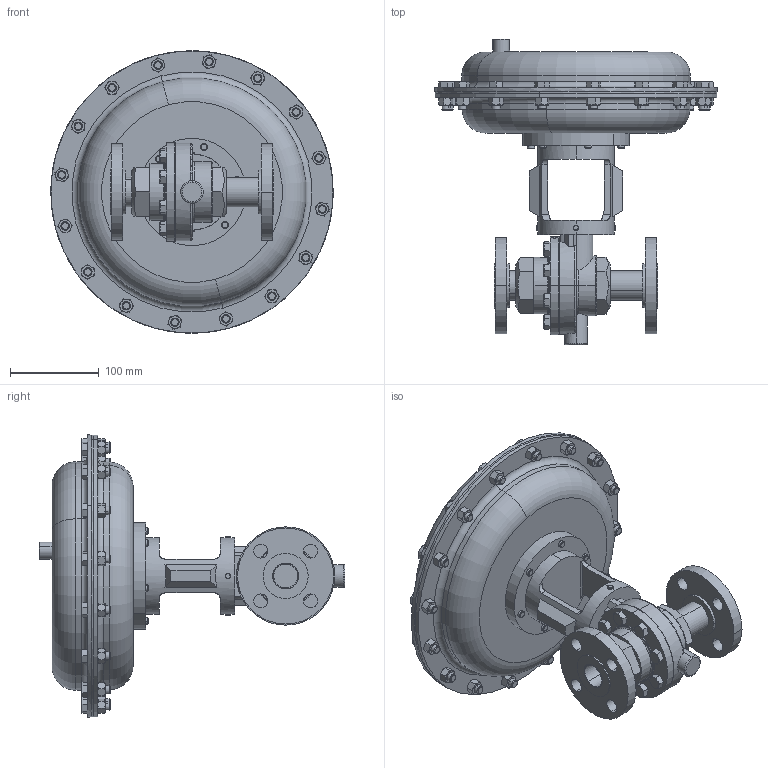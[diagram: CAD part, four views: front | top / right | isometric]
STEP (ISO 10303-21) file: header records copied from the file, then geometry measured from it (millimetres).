
FILE_DESCRIPTION (( 'STEP AP203' ), '1' );
FILE_NAME ('70-100-DI+BR-F5-55M.STEP', '2017-08-23T19:55:30', ( '' ), ( '' ), 'SwSTEP 2.0', 'SolidWorks 2014', '' );
FILE_SCHEMA (( 'CONFIG_CONTROL_DESIGN' ));
Length unit declared in the file: inch
Products named in the file (1): 70-100-DI+BR-F5-55M
Bounding box: 317.5 x 343.54 x 317.5 mm (x, y, z)
Volume: 6042011.6 mm3; surface area: 367134.3 mm2
Topology: 1 solids, 1 shells, 1007 faces, 2312 edges, 1400 vertices
Faces by surface type: plane 408, cone 398, cylinder 140, bspline 36, torus 25
Entity records: 38431 total; most frequent: CARTESIAN_POINT 16816, ORIENTED_EDGE 4624, DIRECTION 4177, EDGE_CURVE 2312, AXIS2_PLACEMENT_3D 1707, VERTEX_POINT 1400, EDGE_LOOP 1118, ADVANCED_FACE 1007
